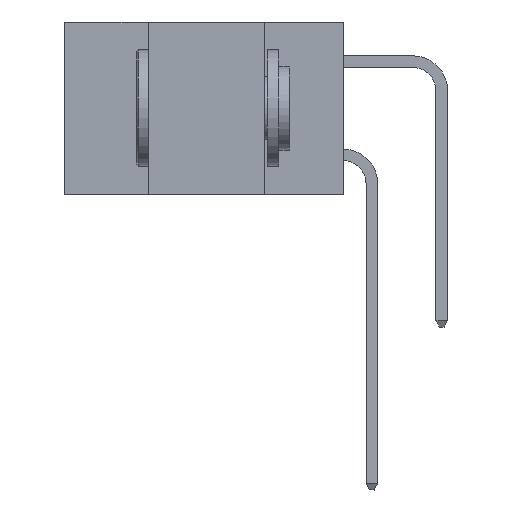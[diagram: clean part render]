
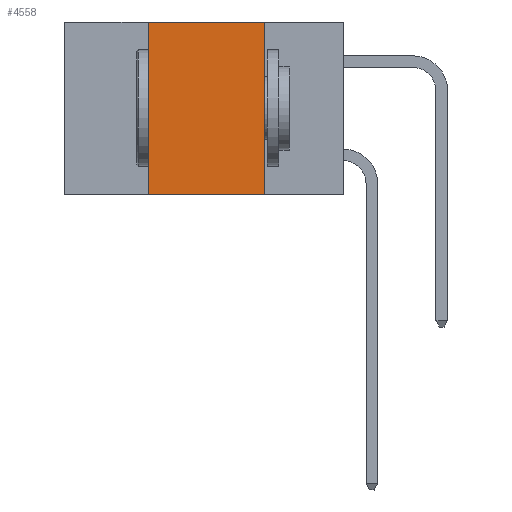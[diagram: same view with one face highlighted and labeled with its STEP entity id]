
A CAD part, left-side view. The second image highlights one B-rep face of the part: STEP entity #4558.
In plain terms, the highlighted planar face has unit normal (-1, 0, 0).
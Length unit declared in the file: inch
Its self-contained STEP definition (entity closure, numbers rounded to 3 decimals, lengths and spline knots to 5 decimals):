
#697 = CARTESIAN_POINT ( 'NONE',  ( 0., 0.42, -0.37 ) ) ;
#858 = CARTESIAN_POINT ( 'NONE',  ( 0., 0.42, 0. ) ) ;
#1491 = VECTOR ( 'NONE', #15088, 39.37008 ) ;
#4082 = CARTESIAN_POINT ( 'NONE',  ( 0., 0.17, 0. ) ) ;
#4558 = ADVANCED_FACE ( 'NONE', ( #27833 ), #31428, .F. ) ;
#4944 = CARTESIAN_POINT ( 'NONE',  ( 0., 0.6, 0. ) ) ;
#5481 = VECTOR ( 'NONE', #15626, 39.37008 ) ;
#5699 = ORIENTED_EDGE ( 'NONE', *, *, #21699, .T. ) ;
#7181 = AXIS2_PLACEMENT_3D ( 'NONE', #31499, #31977, #31936 ) ;
#11155 = ORIENTED_EDGE ( 'NONE', *, *, #24294, .F. ) ;
#11342 = VERTEX_POINT ( 'NONE', #13675 ) ;
#13041 = CARTESIAN_POINT ( 'NONE',  ( 0., 0.42, 0. ) ) ;
#13675 = CARTESIAN_POINT ( 'NONE',  ( 0., 0.17, -0.37 ) ) ;
#14195 = ORIENTED_EDGE ( 'NONE', *, *, #30612, .F. ) ;
#14315 = LINE ( 'NONE', #4944, #1491 ) ;
#14486 = LINE ( 'NONE', #25954, #27306 ) ;
#15088 = DIRECTION ( 'NONE',  ( 0., -1., 0. ) ) ;
#15626 = DIRECTION ( 'NONE',  ( 0., 0., 1. ) ) ;
#16988 = VERTEX_POINT ( 'NONE', #4082 ) ;
#17512 = VERTEX_POINT ( 'NONE', #858 ) ;
#19959 = LINE ( 'NONE', #30466, #32734 ) ;
#20243 = ORIENTED_EDGE ( 'NONE', *, *, #31311, .F. ) ;
#21699 = EDGE_CURVE ( 'NONE', #29551, #11342, #19959, .T. ) ;
#24294 = EDGE_CURVE ( 'NONE', #16988, #11342, #14486, .T. ) ;
#25903 = LINE ( 'NONE', #13041, #5481 ) ;
#25954 = CARTESIAN_POINT ( 'NONE',  ( 0., 0.17, 0. ) ) ;
#27306 = VECTOR ( 'NONE', #31092, 39.37008 ) ;
#27833 = FACE_OUTER_BOUND ( 'NONE', #30184, .T. ) ;
#29551 = VERTEX_POINT ( 'NONE', #697 ) ;
#30184 = EDGE_LOOP ( 'NONE', ( #11155, #14195, #20243, #5699 ) ) ;
#30466 = CARTESIAN_POINT ( 'NONE',  ( 0., 0.6, -0.37 ) ) ;
#30612 = EDGE_CURVE ( 'NONE', #17512, #16988, #14315, .T. ) ;
#31092 = DIRECTION ( 'NONE',  ( 0., 0., -1. ) ) ;
#31311 = EDGE_CURVE ( 'NONE', #29551, #17512, #25903, .T. ) ;
#31428 = PLANE ( 'NONE',  #7181 ) ;
#31499 = CARTESIAN_POINT ( 'NONE',  ( 0., 0.6, 0. ) ) ;
#31936 = DIRECTION ( 'NONE',  ( 0., 0., -1. ) ) ;
#31977 = DIRECTION ( 'NONE',  ( 1., 0., 0. ) ) ;
#32734 = VECTOR ( 'NONE', #33041, 39.37008 ) ;
#33041 = DIRECTION ( 'NONE',  ( 0., -1., 0. ) ) ;
